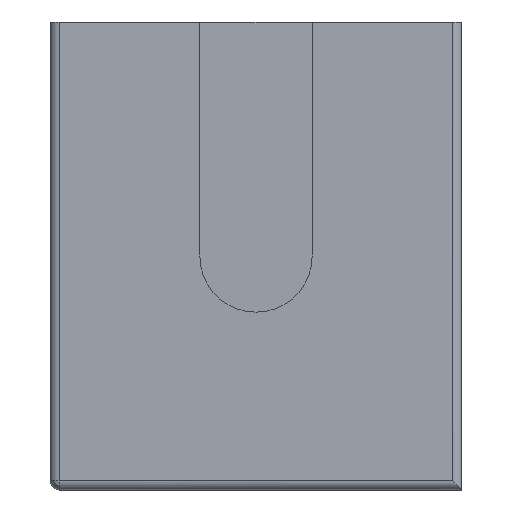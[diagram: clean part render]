
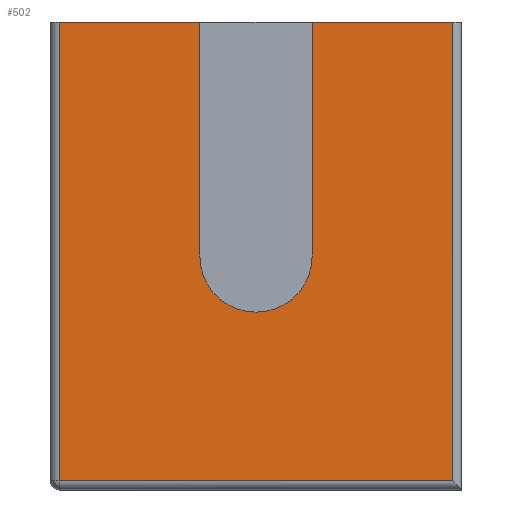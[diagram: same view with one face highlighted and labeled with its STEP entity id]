
A CAD part, left-side view. The second image highlights one B-rep face of the part: STEP entity #502.
In plain terms, the highlighted planar face has unit normal (-1, 0, 0).
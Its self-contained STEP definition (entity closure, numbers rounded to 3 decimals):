
#24 = VECTOR ( 'NONE', #2158, 1000. ) ;
#96 = ORIENTED_EDGE ( 'NONE', *, *, #2870, .F. ) ;
#119 = VERTEX_POINT ( 'NONE', #7561 ) ;
#198 = VERTEX_POINT ( 'NONE', #435 ) ;
#222 = VERTEX_POINT ( 'NONE', #5306 ) ;
#243 = CARTESIAN_POINT ( 'NONE',  ( -37., -22., 1. ) ) ;
#253 = DIRECTION ( 'NONE',  ( 0., -1., 0. ) ) ;
#310 = PLANE ( 'NONE',  #4134 ) ;
#435 = CARTESIAN_POINT ( 'NONE',  ( -37., 6., 50. ) ) ;
#502 = ADVANCED_FACE ( 'NONE', ( #4865 ), #310, .T. ) ;
#619 = EDGE_CURVE ( 'NONE', #5327, #7035, #984, .T. ) ;
#651 = LINE ( 'NONE', #3450, #1711 ) ;
#807 = LINE ( 'NONE', #2002, #2419 ) ;
#943 = LINE ( 'NONE', #4425, #4340 ) ;
#954 = DIRECTION ( 'NONE',  ( 0., 0., -1. ) ) ;
#984 = CIRCLE ( 'NONE', #2614, 6. ) ;
#1013 = DIRECTION ( 'NONE',  ( 0., -1., 0. ) ) ;
#1399 = EDGE_CURVE ( 'NONE', #222, #6027, #1640, .T. ) ;
#1527 = CARTESIAN_POINT ( 'NONE',  ( -37., 6., 25. ) ) ;
#1640 = LINE ( 'NONE', #5176, #24 ) ;
#1711 = VECTOR ( 'NONE', #1013, 1000. ) ;
#1857 = CARTESIAN_POINT ( 'NONE',  ( -37., -21., 50. ) ) ;
#2002 = CARTESIAN_POINT ( 'NONE',  ( -37., 6., 0. ) ) ;
#2127 = DIRECTION ( 'NONE',  ( 1., 0., 0. ) ) ;
#2158 = DIRECTION ( 'NONE',  ( 0., 0., 1. ) ) ;
#2186 = CARTESIAN_POINT ( 'NONE',  ( -37., -6., 0. ) ) ;
#2353 = CARTESIAN_POINT ( 'NONE',  ( -37., 21., 50. ) ) ;
#2419 = VECTOR ( 'NONE', #3025, 1000. ) ;
#2614 = AXIS2_PLACEMENT_3D ( 'NONE', #5166, #2127, #5722 ) ;
#2634 = EDGE_CURVE ( 'NONE', #5484, #222, #3779, .T. ) ;
#2641 = DIRECTION ( 'NONE',  ( 0., -1., 0. ) ) ;
#2870 = EDGE_CURVE ( 'NONE', #119, #6027, #651, .T. ) ;
#2949 = EDGE_LOOP ( 'NONE', ( #5075, #5899, #7312, #7023, #4013, #5765, #4635, #96 ) ) ;
#3025 = DIRECTION ( 'NONE',  ( 0., 0., 1. ) ) ;
#3111 = EDGE_CURVE ( 'NONE', #5484, #4553, #6393, .T. ) ;
#3184 = CARTESIAN_POINT ( 'NONE',  ( -37., -6., 25. ) ) ;
#3275 = DIRECTION ( 'NONE',  ( 0., 0., 1. ) ) ;
#3450 = CARTESIAN_POINT ( 'NONE',  ( -37., -2.492, 50. ) ) ;
#3714 = EDGE_CURVE ( 'NONE', #4553, #198, #943, .T. ) ;
#3779 = LINE ( 'NONE', #243, #7643 ) ;
#3862 = DIRECTION ( 'NONE',  ( 0., -1., 0. ) ) ;
#3869 = CARTESIAN_POINT ( 'NONE',  ( -37., 21., 0. ) ) ;
#4013 = ORIENTED_EDGE ( 'NONE', *, *, #3111, .F. ) ;
#4134 = AXIS2_PLACEMENT_3D ( 'NONE', #6218, #4455, #253 ) ;
#4340 = VECTOR ( 'NONE', #3862, 1000. ) ;
#4425 = CARTESIAN_POINT ( 'NONE',  ( -37., -2.492, 50. ) ) ;
#4455 = DIRECTION ( 'NONE',  ( -1., 0., 0. ) ) ;
#4553 = VERTEX_POINT ( 'NONE', #2353 ) ;
#4635 = ORIENTED_EDGE ( 'NONE', *, *, #1399, .T. ) ;
#4865 = FACE_OUTER_BOUND ( 'NONE', #2949, .T. ) ;
#4931 = EDGE_CURVE ( 'NONE', #119, #5327, #7444, .T. ) ;
#5075 = ORIENTED_EDGE ( 'NONE', *, *, #4931, .T. ) ;
#5166 = CARTESIAN_POINT ( 'NONE',  ( -37., 0., 25. ) ) ;
#5176 = CARTESIAN_POINT ( 'NONE',  ( -37., -21., 0. ) ) ;
#5306 = CARTESIAN_POINT ( 'NONE',  ( -37., -21., 1. ) ) ;
#5327 = VERTEX_POINT ( 'NONE', #3184 ) ;
#5484 = VERTEX_POINT ( 'NONE', #5892 ) ;
#5640 = VECTOR ( 'NONE', #3275, 1000. ) ;
#5722 = DIRECTION ( 'NONE',  ( 0., 1., 0. ) ) ;
#5765 = ORIENTED_EDGE ( 'NONE', *, *, #2634, .T. ) ;
#5892 = CARTESIAN_POINT ( 'NONE',  ( -37., 21., 1. ) ) ;
#5899 = ORIENTED_EDGE ( 'NONE', *, *, #619, .T. ) ;
#6013 = VECTOR ( 'NONE', #954, 1000. ) ;
#6027 = VERTEX_POINT ( 'NONE', #1857 ) ;
#6218 = CARTESIAN_POINT ( 'NONE',  ( -37., -22., 0. ) ) ;
#6393 = LINE ( 'NONE', #3869, #5640 ) ;
#7023 = ORIENTED_EDGE ( 'NONE', *, *, #3714, .F. ) ;
#7035 = VERTEX_POINT ( 'NONE', #1527 ) ;
#7312 = ORIENTED_EDGE ( 'NONE', *, *, #7724, .T. ) ;
#7444 = LINE ( 'NONE', #2186, #6013 ) ;
#7561 = CARTESIAN_POINT ( 'NONE',  ( -37., -6., 50. ) ) ;
#7643 = VECTOR ( 'NONE', #2641, 1000. ) ;
#7724 = EDGE_CURVE ( 'NONE', #7035, #198, #807, .T. ) ;
